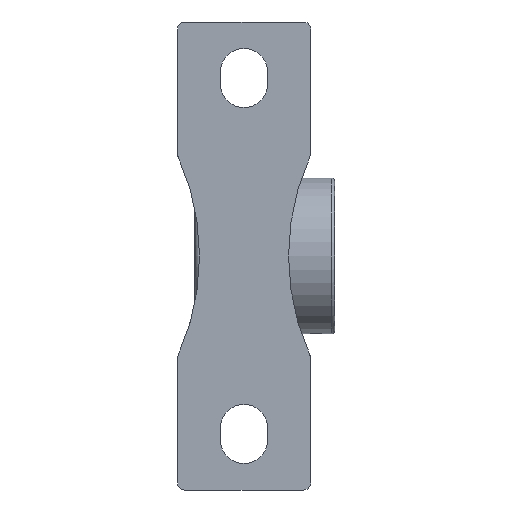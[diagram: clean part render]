
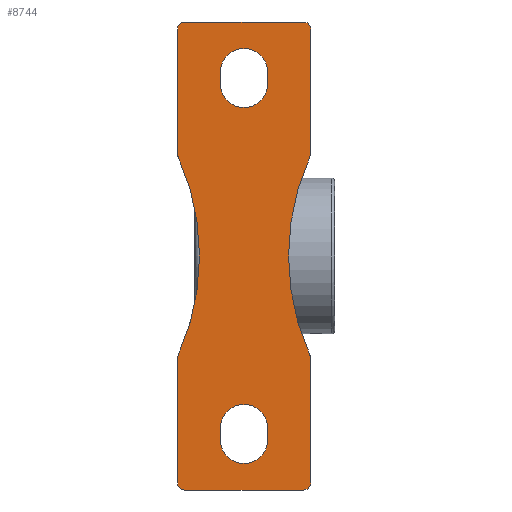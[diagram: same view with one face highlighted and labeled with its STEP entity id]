
A CAD part, front view. The second image highlights one B-rep face of the part: STEP entity #8744.
In plain terms, the highlighted face is planar.
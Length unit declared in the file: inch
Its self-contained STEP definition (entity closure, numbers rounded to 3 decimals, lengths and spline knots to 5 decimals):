
#8197=CARTESIAN_POINT('',(-0.93504,-1.43418,0.));
#8198=VERTEX_POINT('',#8197);
#8205=CARTESIAN_POINT('',(-0.93504,-3.1874,0.));
#8206=VERTEX_POINT('',#8205);
#8207=CARTESIAN_POINT('',(-0.93504,-3.24803,0.));
#8208=DIRECTION('',(0.,1.,0.));
#8209=VECTOR('',#8208,0.69024);
#8210=LINE('',#8207,#8209);
#8211=EDGE_CURVE('',#8206,#8198,#8210,.T.);
#8350=CARTESIAN_POINT('',(0.83504,3.2874,0.));
#8351=VERTEX_POINT('',#8350);
#8358=CARTESIAN_POINT('',(-0.83504,3.2874,0.));
#8359=VERTEX_POINT('',#8358);
#8360=CARTESIAN_POINT('',(-0.32876,3.2874,0.));
#8361=DIRECTION('',(1.,0.,-0.));
#8362=VECTOR('',#8361,0.65751);
#8363=LINE('',#8360,#8362);
#8364=EDGE_CURVE('',#8359,#8351,#8363,.T.);
#8381=CARTESIAN_POINT('',(0.93504,3.1874,0.));
#8382=VERTEX_POINT('',#8381);
#8389=CARTESIAN_POINT('',(0.83504,3.1874,0.));
#8390=DIRECTION('',(0.,-0.,1.));
#8391=DIRECTION('',(0.707,0.707,0.));
#8392=AXIS2_PLACEMENT_3D('',#8389,#8390,#8391);
#8393=CIRCLE('',#8392,0.1);
#8394=EDGE_CURVE('',#8382,#8351,#8393,.T.);
#8409=CARTESIAN_POINT('',(0.93504,1.43418,0.));
#8410=VERTEX_POINT('',#8409);
#8417=CARTESIAN_POINT('',(0.93504,3.24803,0.));
#8418=DIRECTION('',(0.,-1.,0.));
#8419=VECTOR('',#8418,0.69024);
#8420=LINE('',#8417,#8419);
#8421=EDGE_CURVE('',#8382,#8410,#8420,.T.);
#8526=CARTESIAN_POINT('',(0.83504,-3.2874,0.));
#8527=VERTEX_POINT('',#8526);
#8534=CARTESIAN_POINT('',(0.93504,-3.1874,0.));
#8535=VERTEX_POINT('',#8534);
#8536=CARTESIAN_POINT('',(0.83504,-3.1874,0.));
#8537=DIRECTION('',(0.,0.,1.));
#8538=DIRECTION('',(0.707,-0.707,0.));
#8539=AXIS2_PLACEMENT_3D('',#8536,#8537,#8538);
#8540=CIRCLE('',#8539,0.1);
#8541=EDGE_CURVE('',#8527,#8535,#8540,.T.);
#8552=CARTESIAN_POINT('',(0.42244,-1.70265,0.));
#8553=DIRECTION('',(0.,0.,1.));
#8554=DIRECTION('',(1.,0.,0.));
#8555=AXIS2_PLACEMENT_3D('',#8552,#8553,#8554);
#8556=PLANE('',#8555);
#8557=ORIENTED_EDGE('',*,*,#8394,.F.);
#8558=ORIENTED_EDGE('',*,*,#8421,.T.);
#8559=CARTESIAN_POINT('',(0.92611,1.39288,0.));
#8560=VERTEX_POINT('',#8559);
#8561=CARTESIAN_POINT('',(0.83504,1.43418,0.));
#8562=DIRECTION('',(0.,0.,1.));
#8563=DIRECTION('',(0.977,-0.211,0.));
#8564=AXIS2_PLACEMENT_3D('',#8561,#8562,#8563);
#8565=CIRCLE('',#8564,0.1);
#8566=EDGE_CURVE('',#8560,#8410,#8565,.T.);
#8567=ORIENTED_EDGE('',*,*,#8566,.F.);
#8568=CARTESIAN_POINT('',(0.625,0.,0.));
#8569=VERTEX_POINT('',#8568);
#8570=CARTESIAN_POINT('',(3.99716,0.,0.));
#8571=DIRECTION('',(0.,0.,1.));
#8572=DIRECTION('',(1.,0.,-0.));
#8573=AXIS2_PLACEMENT_3D('',#8570,#8571,#8572);
#8574=CIRCLE('',#8573,3.37216);
#8575=EDGE_CURVE('',#8560,#8569,#8574,.T.);
#8576=ORIENTED_EDGE('',*,*,#8575,.T.);
#8577=CARTESIAN_POINT('',(0.92611,-1.39288,0.));
#8578=VERTEX_POINT('',#8577);
#8579=CARTESIAN_POINT('',(3.99716,0.,0.));
#8580=DIRECTION('',(0.,0.,1.));
#8581=DIRECTION('',(1.,0.,-0.));
#8582=AXIS2_PLACEMENT_3D('',#8579,#8580,#8581);
#8583=CIRCLE('',#8582,3.37216);
#8584=EDGE_CURVE('',#8569,#8578,#8583,.T.);
#8585=ORIENTED_EDGE('',*,*,#8584,.T.);
#8586=CARTESIAN_POINT('',(0.93504,-1.43418,0.));
#8587=VERTEX_POINT('',#8586);
#8588=CARTESIAN_POINT('',(0.83504,-1.43418,0.));
#8589=DIRECTION('',(0.,-0.,1.));
#8590=DIRECTION('',(0.977,0.211,0.));
#8591=AXIS2_PLACEMENT_3D('',#8588,#8589,#8590);
#8592=CIRCLE('',#8591,0.1);
#8593=EDGE_CURVE('',#8587,#8578,#8592,.T.);
#8594=ORIENTED_EDGE('',*,*,#8593,.F.);
#8595=CARTESIAN_POINT('',(0.93504,-3.24803,0.));
#8596=DIRECTION('',(0.,1.,0.));
#8597=VECTOR('',#8596,0.69024);
#8598=LINE('',#8595,#8597);
#8599=EDGE_CURVE('',#8535,#8587,#8598,.T.);
#8600=ORIENTED_EDGE('',*,*,#8599,.F.);
#8601=ORIENTED_EDGE('',*,*,#8541,.F.);
#8602=CARTESIAN_POINT('',(-0.83504,-3.2874,0.));
#8603=VERTEX_POINT('',#8602);
#8604=CARTESIAN_POINT('',(-0.32876,-3.2874,0.));
#8605=DIRECTION('',(1.,0.,-0.));
#8606=VECTOR('',#8605,0.65751);
#8607=LINE('',#8604,#8606);
#8608=EDGE_CURVE('',#8603,#8527,#8607,.T.);
#8609=ORIENTED_EDGE('',*,*,#8608,.F.);
#8610=CARTESIAN_POINT('',(-0.83504,-3.1874,0.));
#8611=DIRECTION('',(0.,0.,1.));
#8612=DIRECTION('',(-0.707,-0.707,0.));
#8613=AXIS2_PLACEMENT_3D('',#8610,#8611,#8612);
#8614=CIRCLE('',#8613,0.1);
#8615=EDGE_CURVE('',#8206,#8603,#8614,.T.);
#8616=ORIENTED_EDGE('',*,*,#8615,.F.);
#8617=ORIENTED_EDGE('',*,*,#8211,.T.);
#8618=CARTESIAN_POINT('',(-0.92611,-1.39288,0.));
#8619=VERTEX_POINT('',#8618);
#8620=CARTESIAN_POINT('',(-0.83504,-1.43418,0.));
#8621=DIRECTION('',(0.,0.,1.));
#8622=DIRECTION('',(-0.977,0.211,0.));
#8623=AXIS2_PLACEMENT_3D('',#8620,#8621,#8622);
#8624=CIRCLE('',#8623,0.1);
#8625=EDGE_CURVE('',#8619,#8198,#8624,.T.);
#8626=ORIENTED_EDGE('',*,*,#8625,.F.);
#8627=CARTESIAN_POINT('',(-0.625,-0.,0.));
#8628=VERTEX_POINT('',#8627);
#8629=CARTESIAN_POINT('',(-3.99716,0.,0.));
#8630=DIRECTION('',(0.,0.,-1.));
#8631=DIRECTION('',(-1.,0.,0.));
#8632=AXIS2_PLACEMENT_3D('',#8629,#8630,#8631);
#8633=CIRCLE('',#8632,3.37216);
#8634=EDGE_CURVE('',#8628,#8619,#8633,.T.);
#8635=ORIENTED_EDGE('',*,*,#8634,.F.);
#8636=CARTESIAN_POINT('',(-0.92611,1.39288,0.));
#8637=VERTEX_POINT('',#8636);
#8638=CARTESIAN_POINT('',(-3.99716,0.,0.));
#8639=DIRECTION('',(0.,0.,-1.));
#8640=DIRECTION('',(-1.,0.,0.));
#8641=AXIS2_PLACEMENT_3D('',#8638,#8639,#8640);
#8642=CIRCLE('',#8641,3.37216);
#8643=EDGE_CURVE('',#8637,#8628,#8642,.T.);
#8644=ORIENTED_EDGE('',*,*,#8643,.F.);
#8645=CARTESIAN_POINT('',(-0.93504,1.43418,0.));
#8646=VERTEX_POINT('',#8645);
#8647=CARTESIAN_POINT('',(-0.83504,1.43418,0.));
#8648=DIRECTION('',(0.,0.,1.));
#8649=DIRECTION('',(-0.977,-0.211,0.));
#8650=AXIS2_PLACEMENT_3D('',#8647,#8648,#8649);
#8651=CIRCLE('',#8650,0.1);
#8652=EDGE_CURVE('',#8646,#8637,#8651,.T.);
#8653=ORIENTED_EDGE('',*,*,#8652,.F.);
#8654=CARTESIAN_POINT('',(-0.93504,3.1874,0.));
#8655=VERTEX_POINT('',#8654);
#8656=CARTESIAN_POINT('',(-0.93504,3.24803,0.));
#8657=DIRECTION('',(0.,-1.,0.));
#8658=VECTOR('',#8657,0.69024);
#8659=LINE('',#8656,#8658);
#8660=EDGE_CURVE('',#8655,#8646,#8659,.T.);
#8661=ORIENTED_EDGE('',*,*,#8660,.F.);
#8662=CARTESIAN_POINT('',(-0.83504,3.1874,0.));
#8663=DIRECTION('',(0.,0.,1.));
#8664=DIRECTION('',(-0.707,0.707,0.));
#8665=AXIS2_PLACEMENT_3D('',#8662,#8663,#8664);
#8666=CIRCLE('',#8665,0.1);
#8667=EDGE_CURVE('',#8359,#8655,#8666,.T.);
#8668=ORIENTED_EDGE('',*,*,#8667,.F.);
#8669=ORIENTED_EDGE('',*,*,#8364,.T.);
#8670=EDGE_LOOP('',(#8557,#8558,#8567,#8576,#8585,#8594,#8600,#8601,#8609,#8616,#8617,#8626,#8635,#8644,#8653,#8661,#8668,#8669));
#8671=FACE_BOUND('',#8670,.T.);
#8672=CARTESIAN_POINT('',(0.33465,2.57874,0.));
#8673=VERTEX_POINT('',#8672);
#8674=CARTESIAN_POINT('',(-0.33465,2.57874,0.));
#8675=VERTEX_POINT('',#8674);
#8676=CARTESIAN_POINT('',(0.,2.57874,0.));
#8677=DIRECTION('',(0.,0.,1.));
#8678=DIRECTION('',(-1.,0.,0.));
#8679=AXIS2_PLACEMENT_3D('',#8676,#8677,#8678);
#8680=CIRCLE('',#8679,0.33465);
#8681=EDGE_CURVE('',#8673,#8675,#8680,.T.);
#8682=ORIENTED_EDGE('',*,*,#8681,.T.);
#8683=CARTESIAN_POINT('',(-0.33465,2.42126,0.));
#8684=VERTEX_POINT('',#8683);
#8685=CARTESIAN_POINT('',(-0.33465,1.25697,0.));
#8686=DIRECTION('',(0.,-1.,0.));
#8687=VECTOR('',#8686,0.062);
#8688=LINE('',#8685,#8687);
#8689=EDGE_CURVE('',#8675,#8684,#8688,.T.);
#8690=ORIENTED_EDGE('',*,*,#8689,.T.);
#8691=CARTESIAN_POINT('',(0.33465,2.42126,0.));
#8692=VERTEX_POINT('',#8691);
#8693=CARTESIAN_POINT('',(0.,2.42126,0.));
#8694=DIRECTION('',(0.,0.,1.));
#8695=DIRECTION('',(-1.,0.,0.));
#8696=AXIS2_PLACEMENT_3D('',#8693,#8694,#8695);
#8697=CIRCLE('',#8696,0.33465);
#8698=EDGE_CURVE('',#8684,#8692,#8697,.T.);
#8699=ORIENTED_EDGE('',*,*,#8698,.T.);
#8700=CARTESIAN_POINT('',(0.33465,1.19497,0.));
#8701=DIRECTION('',(0.,1.,0.));
#8702=VECTOR('',#8701,0.062);
#8703=LINE('',#8700,#8702);
#8704=EDGE_CURVE('',#8692,#8673,#8703,.T.);
#8705=ORIENTED_EDGE('',*,*,#8704,.T.);
#8706=EDGE_LOOP('',(#8682,#8690,#8699,#8705));
#8707=FACE_BOUND('',#8706,.T.);
#8708=CARTESIAN_POINT('',(0.33465,-2.42126,0.));
#8709=VERTEX_POINT('',#8708);
#8710=CARTESIAN_POINT('',(-0.33465,-2.42126,0.));
#8711=VERTEX_POINT('',#8710);
#8712=CARTESIAN_POINT('',(-0.,-2.42126,0.));
#8713=DIRECTION('',(0.,0.,1.));
#8714=DIRECTION('',(1.,0.,-0.));
#8715=AXIS2_PLACEMENT_3D('',#8712,#8713,#8714);
#8716=CIRCLE('',#8715,0.33465);
#8717=EDGE_CURVE('',#8709,#8711,#8716,.T.);
#8718=ORIENTED_EDGE('',*,*,#8717,.T.);
#8719=CARTESIAN_POINT('',(-0.33465,-2.57874,0.));
#8720=VERTEX_POINT('',#8719);
#8721=CARTESIAN_POINT('',(-0.33465,-2.22728,0.));
#8722=DIRECTION('',(0.,-1.,0.));
#8723=VECTOR('',#8722,0.062);
#8724=LINE('',#8721,#8723);
#8725=EDGE_CURVE('',#8711,#8720,#8724,.T.);
#8726=ORIENTED_EDGE('',*,*,#8725,.T.);
#8727=CARTESIAN_POINT('',(0.33465,-2.57874,0.));
#8728=VERTEX_POINT('',#8727);
#8729=CARTESIAN_POINT('',(0.,-2.57874,0.));
#8730=DIRECTION('',(0.,0.,1.));
#8731=DIRECTION('',(-1.,0.,0.));
#8732=AXIS2_PLACEMENT_3D('',#8729,#8730,#8731);
#8733=CIRCLE('',#8732,0.33465);
#8734=EDGE_CURVE('',#8720,#8728,#8733,.T.);
#8735=ORIENTED_EDGE('',*,*,#8734,.T.);
#8736=CARTESIAN_POINT('',(0.33465,-2.28928,0.));
#8737=DIRECTION('',(0.,1.,0.));
#8738=VECTOR('',#8737,0.062);
#8739=LINE('',#8736,#8738);
#8740=EDGE_CURVE('',#8728,#8709,#8739,.T.);
#8741=ORIENTED_EDGE('',*,*,#8740,.T.);
#8742=EDGE_LOOP('',(#8718,#8726,#8735,#8741));
#8743=FACE_BOUND('',#8742,.T.);
#8744=ADVANCED_FACE('',(#8671,#8707,#8743),#8556,.F.);
